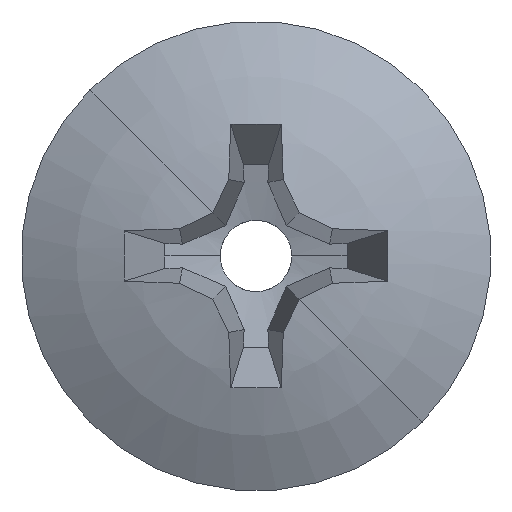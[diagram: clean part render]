
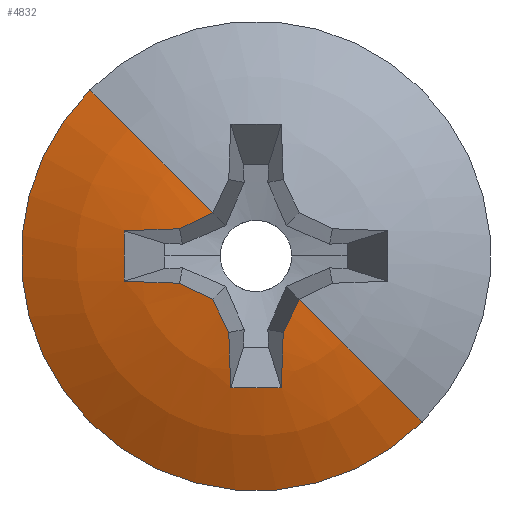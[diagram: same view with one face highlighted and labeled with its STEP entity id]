
A CAD part, left-side view. The second image highlights one B-rep face of the part: STEP entity #4832.
In plain terms, the highlighted spherical face has radius 6.558 mm.
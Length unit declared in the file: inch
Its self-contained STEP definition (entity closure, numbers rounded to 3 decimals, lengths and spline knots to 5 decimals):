
#1880=CARTESIAN_POINT('',(0.16393,0.01826,
0.01826));
#1881=DIRECTION('',(-0.162,0.698,0.698));
#1882=DIRECTION('',(-0.945,0.093,-0.312));
#1883=AXIS2_PLACEMENT_3D('',#1880,#1881,#1882);
#1885=CARTESIAN_POINT('',(-0.08772,0.,-0.03423));
#1886=CARTESIAN_POINT('',(-0.08762,0.00211,
-0.03498));
#1887=CARTESIAN_POINT('',(-0.08736,0.00632,
-0.03646));
#1888=CARTESIAN_POINT('',(-0.08682,0.01247,
-0.03861));
#1889=CARTESIAN_POINT('',(-0.08629,0.01706,
-0.04019));
#1890=CARTESIAN_POINT('',(-0.08598,0.01946,
-0.04101));
#1892=CARTESIAN_POINT('',(-0.08598,-0.01946,
-0.04101));
#1893=CARTESIAN_POINT('',(-0.0863,-0.01705,
-0.04019));
#1894=CARTESIAN_POINT('',(-0.08683,-0.01243,
-0.0386));
#1895=CARTESIAN_POINT('',(-0.08737,-0.00626,
-0.03645));
#1896=CARTESIAN_POINT('',(-0.08762,-0.00209,
-0.03497));
#1897=CARTESIAN_POINT('',(-0.08772,0.,-0.03423));
#1899=CARTESIAN_POINT('',(0.16393,-0.01826,
0.01826));
#1900=DIRECTION('',(-0.162,-0.698,0.698));
#1901=DIRECTION('',(-0.973,-0.005,-0.231));
#1902=AXIS2_PLACEMENT_3D('',#1899,#1900,#1901);
#1904=CARTESIAN_POINT('',(0.14445,0.03165,
0.03165));
#1905=DIRECTION('',(-0.468,0.625,0.625));
#1906=DIRECTION('',(-0.882,-0.291,-0.37));
#1907=AXIS2_PLACEMENT_3D('',#1904,#1905,#1906);
#1909=CARTESIAN_POINT('',(0.16393,0.01826,
-0.01826));
#1910=DIRECTION('',(-0.162,0.698,-0.698));
#1911=DIRECTION('',(-0.945,-0.312,-0.093));
#1912=AXIS2_PLACEMENT_3D('',#1909,#1910,#1911);
#1914=CARTESIAN_POINT('',(-0.08772,-0.03423,0.));
#1915=CARTESIAN_POINT('',(-0.08767,-0.03459,
-0.00101));
#1916=CARTESIAN_POINT('',(-0.08756,-0.03529,
-0.003));
#1917=CARTESIAN_POINT('',(-0.08737,-0.0363,
-0.00587));
#1918=CARTESIAN_POINT('',(-0.08715,-0.03728,
-0.00866));
#1919=CARTESIAN_POINT('',(-0.08691,-0.03823,
-0.01138));
#1920=CARTESIAN_POINT('',(-0.08663,-0.03916,
-0.01407));
#1921=CARTESIAN_POINT('',(-0.08632,-0.04009,
-0.01675));
#1922=CARTESIAN_POINT('',(-0.0861,-0.0407,
-0.01856));
#1923=CARTESIAN_POINT('',(-0.08598,-0.04101,
-0.01946));
#1925=CARTESIAN_POINT('',(0.16817,0.,0.));
#1926=DIRECTION('',(0.,0.,-1.));
#1927=DIRECTION('',(-0.861,-0.509,0.));
#1928=AXIS2_PLACEMENT_3D('',#1925,#1926,#1927);
#1930=CARTESIAN_POINT('',(-0.054,0.,0.));
#1931=DIRECTION('',(-1.,0.,0.));
#1932=DIRECTION('',(0.,1.,0.));
#1933=AXIS2_PLACEMENT_3D('',#1930,#1931,#1932);
#1935=CARTESIAN_POINT('',(0.16817,0.,0.));
#1936=DIRECTION('',(0.,0.,1.));
#1937=DIRECTION('',(-0.861,0.509,0.));
#1938=AXIS2_PLACEMENT_3D('',#1935,#1936,#1937);
#1940=CARTESIAN_POINT('',(-0.08598,0.04101,
-0.01946));
#1941=CARTESIAN_POINT('',(-0.08609,0.04073,
-0.01862));
#1942=CARTESIAN_POINT('',(-0.0863,0.04016,
-0.01696));
#1943=CARTESIAN_POINT('',(-0.08658,0.03931,
-0.01449));
#1944=CARTESIAN_POINT('',(-0.08684,0.03846,
-0.01204));
#1945=CARTESIAN_POINT('',(-0.08707,0.03761,
-0.00961));
#1946=CARTESIAN_POINT('',(-0.08727,0.03677,
-0.0072));
#1947=CARTESIAN_POINT('',(-0.08745,0.03593,
-0.00481));
#1948=CARTESIAN_POINT('',(-0.0876,0.03508,
-0.00241));
#1949=CARTESIAN_POINT('',(-0.08768,0.03451,
-0.00081));
#1950=CARTESIAN_POINT('',(-0.08772,0.03423,0.));
#1952=CARTESIAN_POINT('',(0.16393,-0.01826,
-0.01826));
#1953=DIRECTION('',(0.162,0.698,0.698));
#1954=DIRECTION('',(-0.945,0.312,-0.093));
#1955=AXIS2_PLACEMENT_3D('',#1952,#1953,#1954);
#1957=CARTESIAN_POINT('',(0.14445,-0.03165,
0.03165));
#1958=DIRECTION('',(0.468,0.625,-0.625));
#1959=DIRECTION('',(-0.882,0.291,-0.37));
#1960=AXIS2_PLACEMENT_3D('',#1957,#1958,#1959);
#2078=CARTESIAN_POINT('',(-0.08772,-0.03423,0.));
#2124=CARTESIAN_POINT('',(-0.08772,0.03423,0.));
#2359=CARTESIAN_POINT('',(-0.054,0.1315,0.));
#2361=VERTEX_POINT('',#2359);
#2363=CARTESIAN_POINT('',(-0.054,-0.1315,0.));
#2365=VERTEX_POINT('',#2363);
#2415=VERTEX_POINT('',#2078);
#2430=VERTEX_POINT('',#2124);
#2431=CARTESIAN_POINT('',(-0.07888,0.0421,
-0.062));
#2432=CARTESIAN_POINT('',(-0.08598,0.01946,
-0.04101));
#2433=VERTEX_POINT('',#2431);
#2434=VERTEX_POINT('',#2432);
#2435=VERTEX_POINT('',#1885);
#2436=VERTEX_POINT('',#1892);
#2437=CARTESIAN_POINT('',(-0.07888,-0.0421,
-0.062));
#2438=VERTEX_POINT('',#2437);
#2439=CARTESIAN_POINT('',(-0.07888,-0.062,
-0.0421));
#2440=VERTEX_POINT('',#2439);
#2441=CARTESIAN_POINT('',(-0.08598,-0.04101,
-0.01946));
#2442=VERTEX_POINT('',#2441);
#2443=VERTEX_POINT('',#1940);
#2444=CARTESIAN_POINT('',(-0.07888,0.062,
-0.0421));
#2445=VERTEX_POINT('',#2444);
#4800=CARTESIAN_POINT('',(0.16817,0.,0.));
#4801=DIRECTION('',(1.,0.,0.));
#4802=DIRECTION('',(0.,-1.,0.));
#4803=AXIS2_PLACEMENT_3D('',#4800,#4801,#4802);
#4804=SPHERICAL_SURFACE('',#4803,0.25817);
#4806=ORIENTED_EDGE('',*,*,#4805,.T.);
#4808=ORIENTED_EDGE('',*,*,#4807,.F.);
#4810=ORIENTED_EDGE('',*,*,#4809,.F.);
#4812=ORIENTED_EDGE('',*,*,#4811,.T.);
#4814=ORIENTED_EDGE('',*,*,#4813,.T.);
#4816=ORIENTED_EDGE('',*,*,#4815,.T.);
#4818=ORIENTED_EDGE('',*,*,#4817,.F.);
#4820=ORIENTED_EDGE('',*,*,#4819,.F.);
#4821=ORIENTED_EDGE('',*,*,#4793,.F.);
#4823=ORIENTED_EDGE('',*,*,#4822,.T.);
#4825=ORIENTED_EDGE('',*,*,#4824,.F.);
#4827=ORIENTED_EDGE('',*,*,#4826,.F.);
#4829=ORIENTED_EDGE('',*,*,#4828,.F.);
#4830=EDGE_LOOP('',(#4806,#4808,#4810,#4812,#4814,#4816,#4818,#4820,#4821,#4823,
#4825,#4827,#4829));
#4831=FACE_OUTER_BOUND('',#4830,.F.);
#1884=CIRCLE('',#1883,0.25684);
#1891=B_SPLINE_CURVE_WITH_KNOTS('',3,(#1885,#1886,#1887,#1888,#1889,#1890),
.UNSPECIFIED.,.F.,.F.,(4,1,1,4),(0.,0.33333,0.66667,1.),
.UNSPECIFIED.);
#1898=B_SPLINE_CURVE_WITH_KNOTS('',3,(#1892,#1893,#1894,#1895,#1896,#1897),
.UNSPECIFIED.,.F.,.F.,(4,1,1,4),(0.,0.33333,0.66667,1.),
.UNSPECIFIED.);
#1903=CIRCLE('',#1902,0.25684);
#1908=CIRCLE('',#1907,0.25315);
#1913=CIRCLE('',#1912,0.25684);
#1924=B_SPLINE_CURVE_WITH_KNOTS('',3,(#1914,#1915,#1916,#1917,#1918,#1919,#1920,
#1921,#1922,#1923),.UNSPECIFIED.,.F.,.F.,(4,1,1,1,1,1,1,4),(0.,
0.14286,0.28571,0.42857,0.57143,
0.71429,0.85714,1.),.UNSPECIFIED.);
#1929=CIRCLE('',#1928,0.25817);
#1934=CIRCLE('',#1933,0.1315);
#1939=CIRCLE('',#1938,0.25817);
#1951=B_SPLINE_CURVE_WITH_KNOTS('',3,(#1940,#1941,#1942,#1943,#1944,#1945,#1946,
#1947,#1948,#1949,#1950),.UNSPECIFIED.,.F.,.F.,(4,1,1,1,1,1,1,1,4),(0.,
0.125,0.25,0.375,0.5,0.625,0.75,0.875,1.),.UNSPECIFIED.);
#1956=CIRCLE('',#1955,0.25684);
#1961=CIRCLE('',#1960,0.25315);
#4793=EDGE_CURVE('',#2361,#2365,#1934,.T.);
#4805=EDGE_CURVE('',#2433,#2434,#1884,.T.);
#4807=EDGE_CURVE('',#2435,#2434,#1891,.T.);
#4809=EDGE_CURVE('',#2436,#2435,#1898,.T.);
#4811=EDGE_CURVE('',#2436,#2438,#1903,.T.);
#4813=EDGE_CURVE('',#2438,#2440,#1908,.T.);
#4815=EDGE_CURVE('',#2440,#2442,#1913,.T.);
#4817=EDGE_CURVE('',#2415,#2442,#1924,.T.);
#4819=EDGE_CURVE('',#2365,#2415,#1929,.T.);
#4822=EDGE_CURVE('',#2361,#2430,#1939,.T.);
#4824=EDGE_CURVE('',#2443,#2430,#1951,.T.);
#4826=EDGE_CURVE('',#2445,#2443,#1956,.T.);
#4828=EDGE_CURVE('',#2433,#2445,#1961,.T.);
#4832=ADVANCED_FACE('',(#4831),#4804,.T.);
